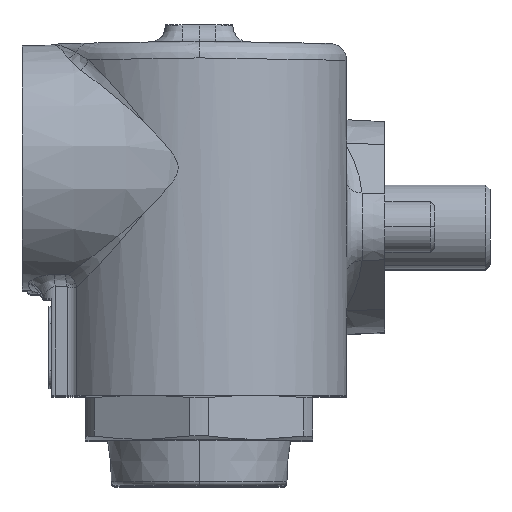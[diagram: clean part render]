
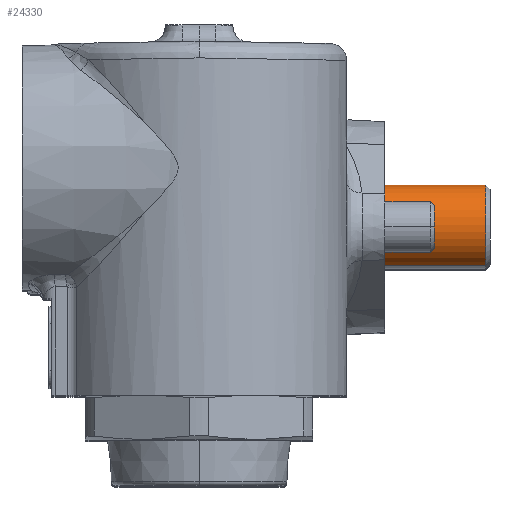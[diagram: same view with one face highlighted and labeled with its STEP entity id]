
A CAD part, top view. The second image highlights one B-rep face of the part: STEP entity #24330.
In plain terms, the highlighted cylindrical face has radius 5 mm (diameter 10 mm), a partial arc.
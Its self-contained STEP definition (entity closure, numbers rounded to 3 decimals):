
#411 = EDGE_LOOP ( 'NONE', ( #8510, #4082, #3199, #13558 ) ) ;
#1005 = CARTESIAN_POINT ( 'NONE',  ( 40., 4.594, 34.025 ) ) ;
#2941 = CARTESIAN_POINT ( 'NONE',  ( 40., -4.594, 37.975 ) ) ;
#3199 = ORIENTED_EDGE ( 'NONE', *, *, #23062, .T. ) ;
#3266 = FACE_OUTER_BOUND ( 'NONE', #411, .T. ) ;
#4082 = ORIENTED_EDGE ( 'NONE', *, *, #20067, .T. ) ;
#5862 = VERTEX_POINT ( 'NONE', #6752 ) ;
#6330 = AXIS2_PLACEMENT_3D ( 'NONE', #13472, #29330, #15748 ) ;
#6752 = CARTESIAN_POINT ( 'NONE',  ( -4.5, -4.594, 37.975 ) ) ;
#6775 = VERTEX_POINT ( 'NONE', #2941 ) ;
#8510 = ORIENTED_EDGE ( 'NONE', *, *, #17242, .T. ) ;
#9379 = DIRECTION ( 'NONE',  ( 1., 0., 0. ) ) ;
#9517 = CIRCLE ( 'NONE', #19814, 5. ) ;
#11177 = CARTESIAN_POINT ( 'NONE',  ( 40.5, 4.594, 34.025 ) ) ;
#12235 = LINE ( 'NONE', #12294, #15415 ) ;
#12294 = CARTESIAN_POINT ( 'NONE',  ( 40.5, -4.594, 37.975 ) ) ;
#13091 = CARTESIAN_POINT ( 'NONE',  ( 40.5, 0., 36. ) ) ;
#13139 = AXIS2_PLACEMENT_3D ( 'NONE', #13091, #15361, #21558 ) ;
#13349 = VERTEX_POINT ( 'NONE', #16370 ) ;
#13472 = CARTESIAN_POINT ( 'NONE',  ( 40., 0., 36. ) ) ;
#13558 = ORIENTED_EDGE ( 'NONE', *, *, #20273, .F. ) ;
#14608 = CYLINDRICAL_SURFACE ( 'NONE', #13139, 5. ) ;
#15361 = DIRECTION ( 'NONE',  ( 1., 0., 0. ) ) ;
#15415 = VECTOR ( 'NONE', #23549, 1000. ) ;
#15748 = DIRECTION ( 'NONE',  ( 0., 0.919, -0.395 ) ) ;
#16370 = CARTESIAN_POINT ( 'NONE',  ( -4.5, 4.594, 34.025 ) ) ;
#17242 = EDGE_CURVE ( 'NONE', #13349, #5862, #9517, .T. ) ;
#18596 = LINE ( 'NONE', #11177, #19285 ) ;
#19285 = VECTOR ( 'NONE', #24710, 1000. ) ;
#19814 = AXIS2_PLACEMENT_3D ( 'NONE', #22919, #9379, #25193 ) ;
#20067 = EDGE_CURVE ( 'NONE', #5862, #6775, #12235, .T. ) ;
#20273 = EDGE_CURVE ( 'NONE', #13349, #28130, #18596, .T. ) ;
#21558 = DIRECTION ( 'NONE',  ( 0., 0.919, -0.395 ) ) ;
#22919 = CARTESIAN_POINT ( 'NONE',  ( -4.5, 0., 36. ) ) ;
#23062 = EDGE_CURVE ( 'NONE', #6775, #28130, #23425, .T. ) ;
#23425 = CIRCLE ( 'NONE', #6330, 5. ) ;
#23549 = DIRECTION ( 'NONE',  ( 1., 0., 0. ) ) ;
#24330 = ADVANCED_FACE ( 'NONE', ( #3266 ), #14608, .T. ) ;
#24710 = DIRECTION ( 'NONE',  ( 1., 0., 0. ) ) ;
#25193 = DIRECTION ( 'NONE',  ( 0., 0.919, -0.395 ) ) ;
#28130 = VERTEX_POINT ( 'NONE', #1005 ) ;
#29330 = DIRECTION ( 'NONE',  ( -1., 0., 0. ) ) ;
